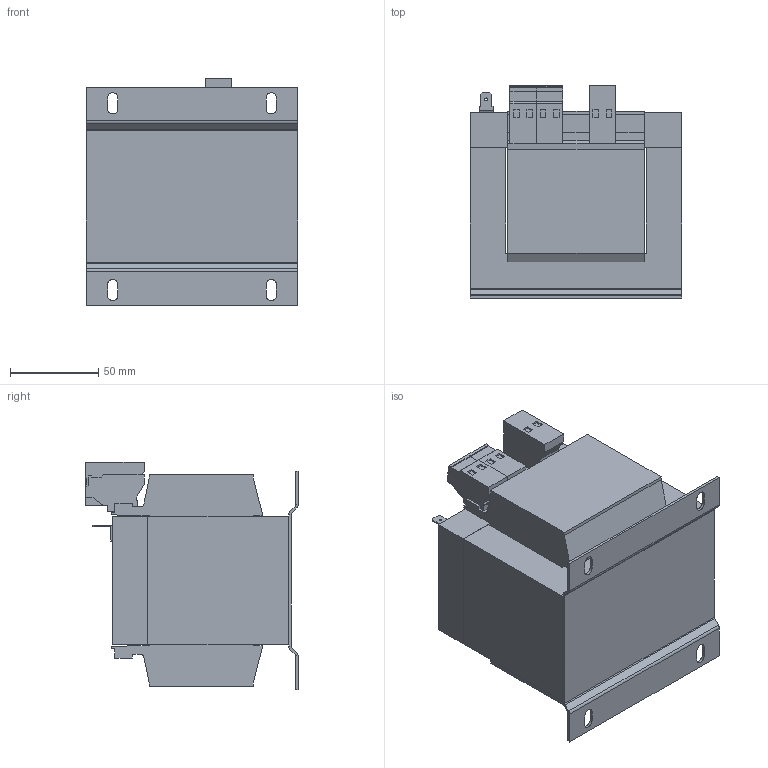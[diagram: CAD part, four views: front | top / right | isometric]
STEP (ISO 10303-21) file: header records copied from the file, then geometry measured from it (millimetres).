
FILE_DESCRIPTION (( 'STEP AP214' ), '1' );
FILE_NAME ('185156.STEP', '2020-05-29T03:47:34', ( '' ), ( '' ), 'SwSTEP 2.0', 'SolidWorks 2018', '' );
FILE_SCHEMA (( 'AUTOMOTIVE_DESIGN' ));
Length unit declared in the file: millimetre
Products named in the file (1): 185156
Bounding box: 120 x 120.6 x 129.3 mm (x, y, z)
Volume: 1161193.8 mm3; surface area: 120144.6 mm2
Topology: 1 solids, 1 shells, 285 faces, 729 edges, 461 vertices
Faces by surface type: plane 229, cylinder 56
Entity records: 8515 total; most frequent: CARTESIAN_POINT 1476, ORIENTED_EDGE 1458, DIRECTION 1411, EDGE_CURVE 729, LINE 619, VECTOR 619, VERTEX_POINT 461, AXIS2_PLACEMENT_3D 396
